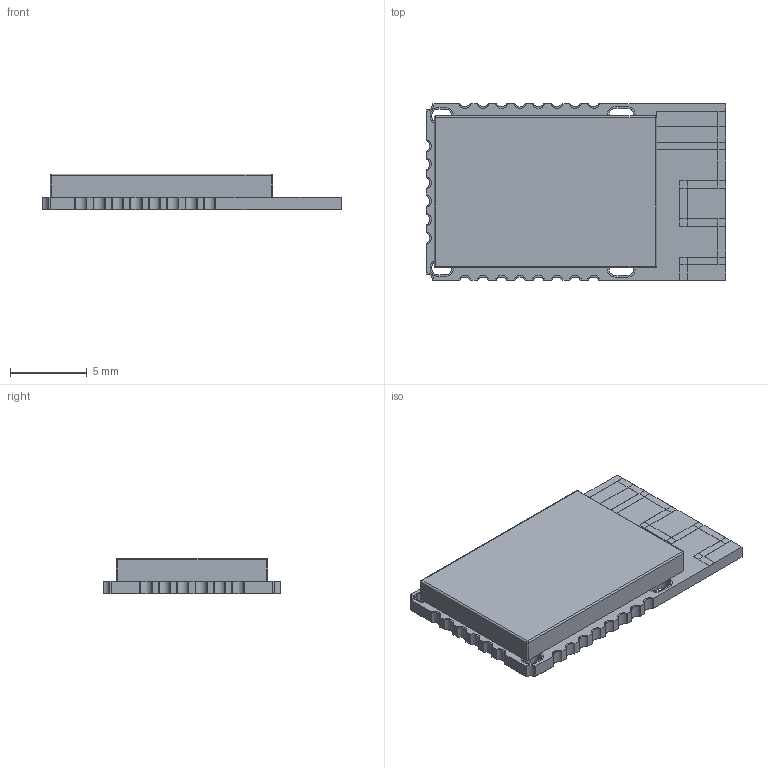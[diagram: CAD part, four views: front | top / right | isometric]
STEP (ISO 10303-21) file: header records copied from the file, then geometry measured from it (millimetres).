
FILE_DESCRIPTION(('FreeCAD Model'),'2;1');
FILE_NAME( 'RN4020.step', '2016-03-02T08:56:10',('Author'),(''), 'Open CASCADE STEP processor 6.8','FreeCAD','Unknown');
FILE_SCHEMA(('AUTOMOTIVE_DESIGN_CC2 { 1 2 10303 214 -1 1 5 4 }'));
Length unit declared in the file: millimetre
Products named in the file (1): Fusion004
Bounding box: 19.5 x 11.51 x 2.31 mm (x, y, z)
Volume: 389.1 mm3; surface area: 576.8 mm2
Topology: 1 solids, 1 shells, 543 faces, 1491 edges, 944 vertices
Faces by surface type: plane 403, cylinder 136, sphere 4
Entity records: 39700 total; most frequent: CARTESIAN_POINT 6831, DIRECTION 5220, LINE 3365, VECTOR 3365, ORIENTED_EDGE 2974, PCURVE 2974, DEFINITIONAL_REPRESENTATION 2974, EDGE_CURVE 1487
